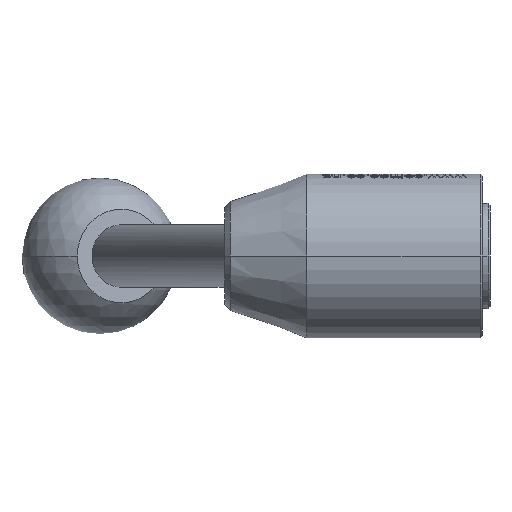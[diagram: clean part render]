
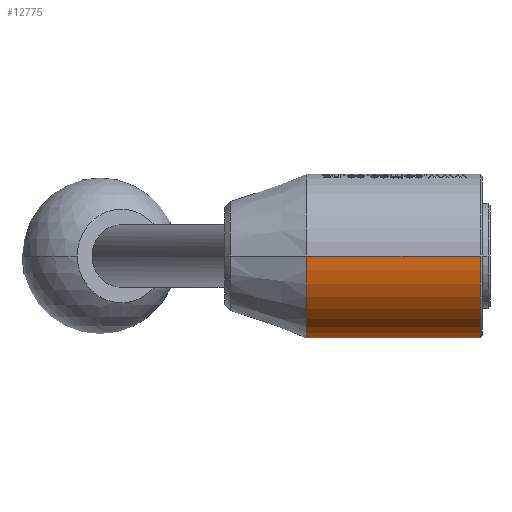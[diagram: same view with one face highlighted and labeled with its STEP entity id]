
A CAD part, left-side view. The second image highlights one B-rep face of the part: STEP entity #12775.
In plain terms, the highlighted cylindrical face has radius 10.5 mm (diameter 21 mm), a partial arc.
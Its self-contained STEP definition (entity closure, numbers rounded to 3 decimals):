
#41 = CYLINDRICAL_SURFACE ( 'NONE', #5601, 10.5 ) ;
#303 = CARTESIAN_POINT ( 'NONE',  ( 10.5, 1.25, 0. ) ) ;
#498 = DIRECTION ( 'NONE',  ( 0., 1., 0. ) ) ;
#817 = DIRECTION ( 'NONE',  ( -1., 0., 0. ) ) ;
#1200 = ORIENTED_EDGE ( 'NONE', *, *, #4176, .T. ) ;
#2149 = CARTESIAN_POINT ( 'NONE',  ( -10.5, 1.25, 0. ) ) ;
#2442 = EDGE_CURVE ( 'NONE', #13537, #6176, #8651, .T. ) ;
#3218 = DIRECTION ( 'NONE',  ( -1., 0., 0. ) ) ;
#3341 = EDGE_CURVE ( 'NONE', #8252, #13537, #4497, .T. ) ;
#3592 = EDGE_LOOP ( 'NONE', ( #11802, #1200, #11178, #11525 ) ) ;
#4176 = EDGE_CURVE ( 'NONE', #8252, #5056, #4482, .T. ) ;
#4229 = AXIS2_PLACEMENT_3D ( 'NONE', #14470, #10077, #4672 ) ;
#4319 = LINE ( 'NONE', #17622, #7743 ) ;
#4388 = DIRECTION ( 'NONE',  ( 0., 1., 0. ) ) ;
#4482 = CIRCLE ( 'NONE', #12743, 10.5 ) ;
#4497 = LINE ( 'NONE', #6749, #11320 ) ;
#4672 = DIRECTION ( 'NONE',  ( -1., 0., 0. ) ) ;
#5056 = VERTEX_POINT ( 'NONE', #2149 ) ;
#5601 = AXIS2_PLACEMENT_3D ( 'NONE', #18174, #9472, #817 ) ;
#6176 = VERTEX_POINT ( 'NONE', #11917 ) ;
#6749 = CARTESIAN_POINT ( 'NONE',  ( 10.5, 0., 0. ) ) ;
#7743 = VECTOR ( 'NONE', #4388, 1000. ) ;
#8252 = VERTEX_POINT ( 'NONE', #303 ) ;
#8651 = CIRCLE ( 'NONE', #4229, 10.5 ) ;
#9472 = DIRECTION ( 'NONE',  ( 0., 1., 0. ) ) ;
#10077 = DIRECTION ( 'NONE',  ( 0., 1., 0. ) ) ;
#11178 = ORIENTED_EDGE ( 'NONE', *, *, #18493, .T. ) ;
#11320 = VECTOR ( 'NONE', #498, 1000. ) ;
#11525 = ORIENTED_EDGE ( 'NONE', *, *, #2442, .F. ) ;
#11575 = CARTESIAN_POINT ( 'NONE',  ( 10.5, 23.5, 0. ) ) ;
#11802 = ORIENTED_EDGE ( 'NONE', *, *, #3341, .F. ) ;
#11917 = CARTESIAN_POINT ( 'NONE',  ( -10.5, 23.5, 0. ) ) ;
#12335 = FACE_OUTER_BOUND ( 'NONE', #3592, .T. ) ;
#12743 = AXIS2_PLACEMENT_3D ( 'NONE', #17931, #13505, #3218 ) ;
#12775 = ADVANCED_FACE ( 'NONE', ( #12335 ), #41, .T. ) ;
#13505 = DIRECTION ( 'NONE',  ( 0., 1., 0. ) ) ;
#13537 = VERTEX_POINT ( 'NONE', #11575 ) ;
#14470 = CARTESIAN_POINT ( 'NONE',  ( 0., 23.5, 0. ) ) ;
#17622 = CARTESIAN_POINT ( 'NONE',  ( -10.5, 0., 0. ) ) ;
#17931 = CARTESIAN_POINT ( 'NONE',  ( 0., 1.25, 0. ) ) ;
#18174 = CARTESIAN_POINT ( 'NONE',  ( 0., 0., 0. ) ) ;
#18493 = EDGE_CURVE ( 'NONE', #5056, #6176, #4319, .T. ) ;
